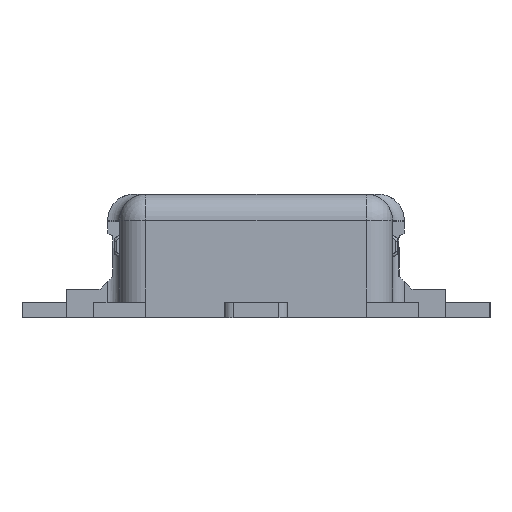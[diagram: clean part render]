
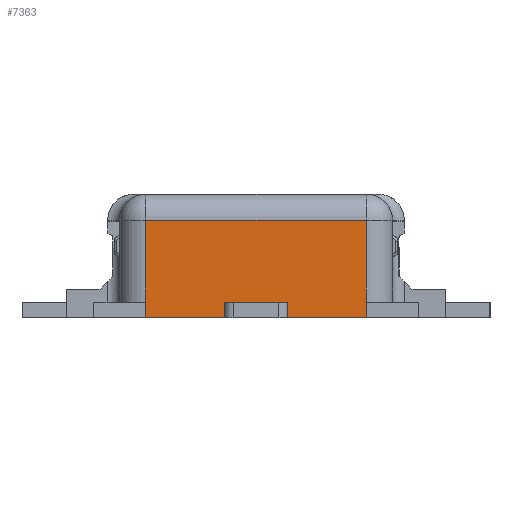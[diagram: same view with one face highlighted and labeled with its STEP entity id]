
A CAD part, left-side view. The second image highlights one B-rep face of the part: STEP entity #7363.
In plain terms, the highlighted planar face has unit normal (-1, 0, 0).
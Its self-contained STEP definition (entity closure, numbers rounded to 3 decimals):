
#662=DIRECTION('',(0.,0.,1.));
#663=VECTOR('',#662,0.315);
#664=CARTESIAN_POINT('',(-2.38,-0.425,0.06));
#665=LINE('',#664,#663);
#670=DIRECTION('',(0.,0.,-1.));
#671=VECTOR('',#670,0.06);
#672=CARTESIAN_POINT('',(-2.38,-0.425,0.06));
#673=LINE('',#672,#671);
#674=DIRECTION('',(0.,1.,0.));
#675=VECTOR('',#674,0.305);
#676=CARTESIAN_POINT('',(-2.38,-0.425,0.));
#677=LINE('',#676,#675);
#678=DIRECTION('',(0.,1.,0.));
#679=VECTOR('',#678,0.305);
#680=CARTESIAN_POINT('',(-2.38,0.12,0.));
#681=LINE('',#680,#679);
#686=DIRECTION('',(0.,0.,-1.));
#687=VECTOR('',#686,0.315);
#688=CARTESIAN_POINT('',(-2.38,0.425,0.375));
#689=LINE('',#688,#687);
#1490=DIRECTION('',(0.,1.,0.));
#1491=VECTOR('',#1490,0.85);
#1492=CARTESIAN_POINT('',(-2.38,-0.425,0.375));
#1493=LINE('',#1492,#1491);
#4824=DIRECTION('',(0.,0.,-1.));
#4825=VECTOR('',#4824,0.06);
#4826=CARTESIAN_POINT('',(-2.38,0.425,0.06));
#4827=LINE('',#4826,#4825);
#4925=DIRECTION('',(0.,0.,-1.));
#4926=VECTOR('',#4925,0.06);
#4927=CARTESIAN_POINT('',(-2.38,-0.12,0.06));
#4928=LINE('',#4927,#4926);
#4938=DIRECTION('',(0.,-1.,0.));
#4939=VECTOR('',#4938,0.24);
#4940=CARTESIAN_POINT('',(-2.38,0.12,0.06));
#4941=LINE('',#4940,#4939);
#4955=DIRECTION('',(0.,0.,1.));
#4956=VECTOR('',#4955,0.06);
#4957=CARTESIAN_POINT('',(-2.38,0.12,0.));
#4958=LINE('',#4957,#4956);
#5477=CARTESIAN_POINT('',(-2.38,0.425,0.));
#5478=VERTEX_POINT('',#5477);
#5479=CARTESIAN_POINT('',(-2.38,0.12,0.));
#5480=VERTEX_POINT('',#5479);
#5485=CARTESIAN_POINT('',(-2.38,-0.12,0.));
#5486=VERTEX_POINT('',#5485);
#5487=CARTESIAN_POINT('',(-2.38,-0.425,0.));
#5488=VERTEX_POINT('',#5487);
#5906=CARTESIAN_POINT('',(-2.38,-0.425,0.06));
#5907=CARTESIAN_POINT('',(-2.38,-0.425,0.375));
#5908=VERTEX_POINT('',#5906);
#5909=VERTEX_POINT('',#5907);
#5910=CARTESIAN_POINT('',(-2.38,0.425,0.375));
#5911=CARTESIAN_POINT('',(-2.38,0.425,0.06));
#5912=VERTEX_POINT('',#5910);
#5913=VERTEX_POINT('',#5911);
#5914=CARTESIAN_POINT('',(-2.38,-0.12,0.06));
#5915=VERTEX_POINT('',#5914);
#5916=CARTESIAN_POINT('',(-2.38,0.12,0.06));
#5917=VERTEX_POINT('',#5916);
#7339=CARTESIAN_POINT('',(-2.38,0.57,0.));
#7340=DIRECTION('',(-1.,0.,0.));
#7341=DIRECTION('',(0.,-1.,0.));
#7342=AXIS2_PLACEMENT_3D('',#7339,#7340,#7341);
#7343=PLANE('',#7342);
#7345=ORIENTED_EDGE('',*,*,#7344,.F.);
#7347=ORIENTED_EDGE('',*,*,#7346,.F.);
#7348=ORIENTED_EDGE('',*,*,#7329,.F.);
#7350=ORIENTED_EDGE('',*,*,#7349,.T.);
#7351=ORIENTED_EDGE('',*,*,#7066,.T.);
#7353=ORIENTED_EDGE('',*,*,#7352,.F.);
#7355=ORIENTED_EDGE('',*,*,#7354,.F.);
#7357=ORIENTED_EDGE('',*,*,#7356,.F.);
#7358=ORIENTED_EDGE('',*,*,#7058,.T.);
#7360=ORIENTED_EDGE('',*,*,#7359,.F.);
#7361=EDGE_LOOP('',(#7345,#7347,#7348,#7350,#7351,#7353,#7355,#7357,#7358,
#7360));
#7362=FACE_OUTER_BOUND('',#7361,.F.);
#7363=ADVANCED_FACE('',(#7362),#7343,.T.);
#7058=EDGE_CURVE('',#5480,#5478,#681,.T.);
#7066=EDGE_CURVE('',#5488,#5486,#677,.T.);
#7329=EDGE_CURVE('',#5908,#5909,#665,.T.);
#7344=EDGE_CURVE('',#5912,#5913,#689,.T.);
#7346=EDGE_CURVE('',#5909,#5912,#1493,.T.);
#7349=EDGE_CURVE('',#5908,#5488,#673,.T.);
#7352=EDGE_CURVE('',#5915,#5486,#4928,.T.);
#7354=EDGE_CURVE('',#5917,#5915,#4941,.T.);
#7356=EDGE_CURVE('',#5480,#5917,#4958,.T.);
#7359=EDGE_CURVE('',#5913,#5478,#4827,.T.);
